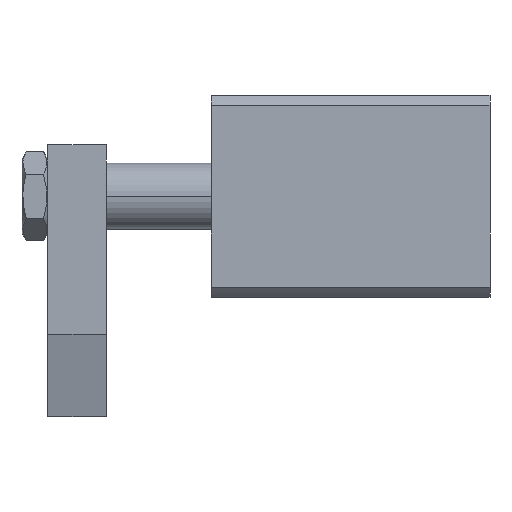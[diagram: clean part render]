
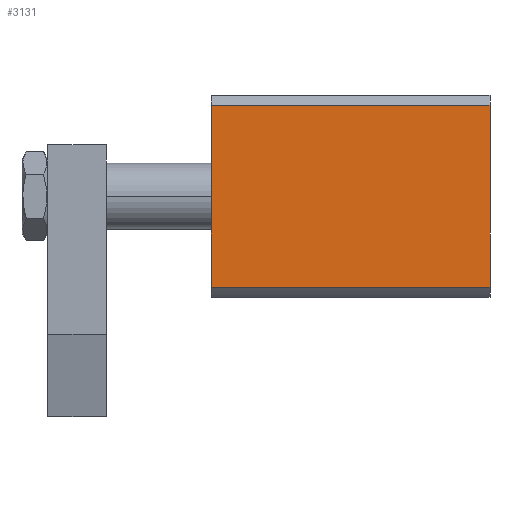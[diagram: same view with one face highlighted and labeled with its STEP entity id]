
A CAD part, left-side view. The second image highlights one B-rep face of the part: STEP entity #3131.
In plain terms, the highlighted face is planar.
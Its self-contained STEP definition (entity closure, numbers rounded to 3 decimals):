
#401 = AXIS2_PLACEMENT_3D ( 'NONE', #1565, #1559, #1558 ) ;
#875 = CARTESIAN_POINT ( 'NONE',  ( 27.5, 0., -24.754 ) ) ;
#931 = DIRECTION ( 'NONE',  ( 0., -1., 0. ) ) ;
#952 = EDGE_CURVE ( 'NONE', #4548, #4621, #2678, .T. ) ;
#982 = DIRECTION ( 'NONE',  ( 0., 0., -1. ) ) ;
#1006 = CARTESIAN_POINT ( 'NONE',  ( 27.5, 0., 27.5 ) ) ;
#1093 = FACE_OUTER_BOUND ( 'NONE', #5439, .T. ) ;
#1231 = EDGE_CURVE ( 'NONE', #4676, #4548, #2624, .T. ) ;
#1388 = EDGE_CURVE ( 'NONE', #4621, #4576, #2604, .T. ) ;
#1558 = DIRECTION ( 'NONE',  ( 0., 0., 1. ) ) ;
#1559 = DIRECTION ( 'NONE',  ( -1., 0., 0. ) ) ;
#1563 = PLANE ( 'NONE',  #401 ) ;
#1565 = CARTESIAN_POINT ( 'NONE',  ( 27.5, 76., 27.5 ) ) ;
#1673 = VECTOR ( 'NONE', #982, 1000. ) ;
#1676 = LINE ( 'NONE', #1006, #1673 ) ;
#1792 = EDGE_CURVE ( 'NONE', #4676, #4576, #1676, .T. ) ;
#2594 = VECTOR ( 'NONE', #931, 1000. ) ;
#2604 = LINE ( 'NONE', #875, #2594 ) ;
#2621 = VECTOR ( 'NONE', #2898, 1000. ) ;
#2624 = LINE ( 'NONE', #2901, #2621 ) ;
#2677 = VECTOR ( 'NONE', #2857, 1000. ) ;
#2678 = LINE ( 'NONE', #2905, #2677 ) ;
#2857 = DIRECTION ( 'NONE',  ( 0., 0., -1. ) ) ;
#2898 = DIRECTION ( 'NONE',  ( 0., 1., 0. ) ) ;
#2901 = CARTESIAN_POINT ( 'NONE',  ( 27.5, 0., 24.754 ) ) ;
#2905 = CARTESIAN_POINT ( 'NONE',  ( 27.5, 76., 27.5 ) ) ;
#3131 = ADVANCED_FACE ( 'NONE', ( #1093 ), #1563, .F. ) ;
#4037 = ORIENTED_EDGE ( 'NONE', *, *, #952, .F. ) ;
#4048 = ORIENTED_EDGE ( 'NONE', *, *, #1792, .T. ) ;
#4070 = ORIENTED_EDGE ( 'NONE', *, *, #1388, .F. ) ;
#4076 = ORIENTED_EDGE ( 'NONE', *, *, #1231, .F. ) ;
#4548 = VERTEX_POINT ( 'NONE', #5087 ) ;
#4576 = VERTEX_POINT ( 'NONE', #5115 ) ;
#4621 = VERTEX_POINT ( 'NONE', #5160 ) ;
#4676 = VERTEX_POINT ( 'NONE', #5215 ) ;
#5087 = CARTESIAN_POINT ( 'NONE',  ( 27.5, 76., 24.754 ) ) ;
#5115 = CARTESIAN_POINT ( 'NONE',  ( 27.5, 0., -24.754 ) ) ;
#5160 = CARTESIAN_POINT ( 'NONE',  ( 27.5, 76., -24.754 ) ) ;
#5215 = CARTESIAN_POINT ( 'NONE',  ( 27.5, 0., 24.754 ) ) ;
#5439 = EDGE_LOOP ( 'NONE', ( #4076, #4048, #4070, #4037 ) ) ;
